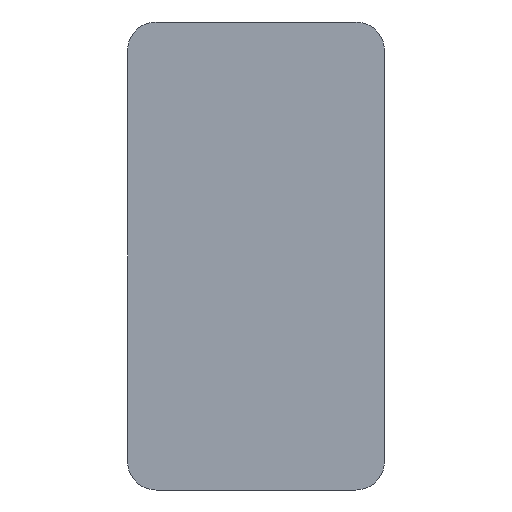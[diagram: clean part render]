
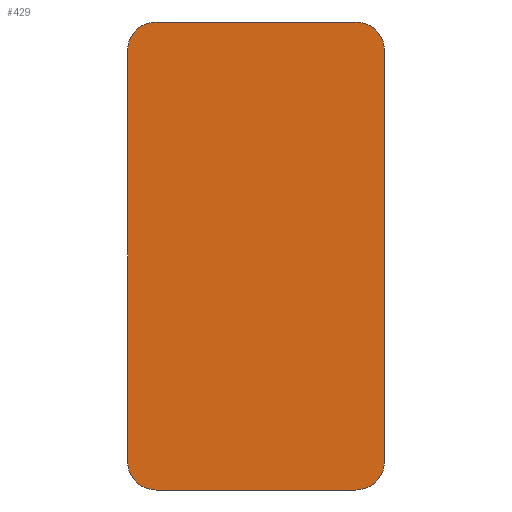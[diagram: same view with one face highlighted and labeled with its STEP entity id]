
A CAD part, front view. The second image highlights one B-rep face of the part: STEP entity #429.
In plain terms, the highlighted planar face has unit normal (0, -1, 0).
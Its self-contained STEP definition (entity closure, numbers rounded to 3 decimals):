
#16=PLANE('',#474);
#36=FACE_OUTER_BOUND('',#59,.T.);
#59=EDGE_LOOP('',(#307,#308,#309,#310,#311,#312,#313,#314));
#82=LINE('',#631,#136);
#85=LINE('',#637,#139);
#86=LINE('',#641,#140);
#87=LINE('',#645,#141);
#136=VECTOR('',#513,10.);
#139=VECTOR('',#518,10.);
#140=VECTOR('',#521,10.);
#141=VECTOR('',#524,10.);
#188=CIRCLE('',#471,5.);
#190=CIRCLE('',#475,5.);
#191=CIRCLE('',#476,5.);
#192=CIRCLE('',#477,5.);
#196=VERTEX_POINT('',#621);
#197=VERTEX_POINT('',#622);
#200=VERTEX_POINT('',#630);
#202=VERTEX_POINT('',#636);
#203=VERTEX_POINT('',#638);
#204=VERTEX_POINT('',#640);
#205=VERTEX_POINT('',#642);
#206=VERTEX_POINT('',#644);
#237=EDGE_CURVE('',#196,#197,#188,.T.);
#241=EDGE_CURVE('',#200,#197,#82,.T.);
#244=EDGE_CURVE('',#196,#202,#85,.T.);
#245=EDGE_CURVE('',#203,#202,#190,.T.);
#246=EDGE_CURVE('',#203,#204,#86,.T.);
#247=EDGE_CURVE('',#205,#204,#191,.T.);
#248=EDGE_CURVE('',#205,#206,#87,.T.);
#249=EDGE_CURVE('',#200,#206,#192,.T.);
#307=ORIENTED_EDGE('',*,*,#237,.F.);
#308=ORIENTED_EDGE('',*,*,#244,.T.);
#309=ORIENTED_EDGE('',*,*,#245,.F.);
#310=ORIENTED_EDGE('',*,*,#246,.T.);
#311=ORIENTED_EDGE('',*,*,#247,.F.);
#312=ORIENTED_EDGE('',*,*,#248,.T.);
#313=ORIENTED_EDGE('',*,*,#249,.F.);
#314=ORIENTED_EDGE('',*,*,#241,.T.);
#429=ADVANCED_FACE('',(#36),#16,.F.);
#471=AXIS2_PLACEMENT_3D('',#623,#505,#506);
#474=AXIS2_PLACEMENT_3D('',#635,#516,#517);
#475=AXIS2_PLACEMENT_3D('',#639,#519,#520);
#476=AXIS2_PLACEMENT_3D('',#643,#522,#523);
#477=AXIS2_PLACEMENT_3D('',#646,#525,#526);
#505=DIRECTION('center_axis',(0.,1.,0.));
#506=DIRECTION('ref_axis',(-0.707,0.,-0.707));
#513=DIRECTION('',(0.,0.,-1.));
#516=DIRECTION('center_axis',(0.,1.,0.));
#517=DIRECTION('ref_axis',(0.,0.,1.));
#518=DIRECTION('',(1.,0.,0.));
#519=DIRECTION('center_axis',(0.,1.,0.));
#520=DIRECTION('ref_axis',(0.707,0.,-0.707));
#521=DIRECTION('',(0.,0.,1.));
#522=DIRECTION('center_axis',(0.,1.,0.));
#523=DIRECTION('ref_axis',(0.707,0.,0.707));
#524=DIRECTION('',(-1.,0.,0.));
#525=DIRECTION('center_axis',(0.,1.,0.));
#526=DIRECTION('ref_axis',(-0.707,0.,0.707));
#621=CARTESIAN_POINT('',(-17.5,0.,-41.));
#622=CARTESIAN_POINT('',(-22.5,0.,-36.));
#623=CARTESIAN_POINT('Origin',(-17.5,0.,-36.));
#630=CARTESIAN_POINT('',(-22.5,0.,36.));
#631=CARTESIAN_POINT('',(-22.5,0.,41.));
#635=CARTESIAN_POINT('Origin',(0.,0.,0.));
#636=CARTESIAN_POINT('',(17.5,0.,-41.));
#637=CARTESIAN_POINT('',(-22.5,0.,-41.));
#638=CARTESIAN_POINT('',(22.5,0.,-36.));
#639=CARTESIAN_POINT('Origin',(17.5,0.,-36.));
#640=CARTESIAN_POINT('',(22.5,0.,36.));
#641=CARTESIAN_POINT('',(22.5,0.,-41.));
#642=CARTESIAN_POINT('',(17.5,0.,41.));
#643=CARTESIAN_POINT('Origin',(17.5,0.,36.));
#644=CARTESIAN_POINT('',(-17.5,0.,41.));
#645=CARTESIAN_POINT('',(22.5,0.,41.));
#646=CARTESIAN_POINT('Origin',(-17.5,0.,36.));
